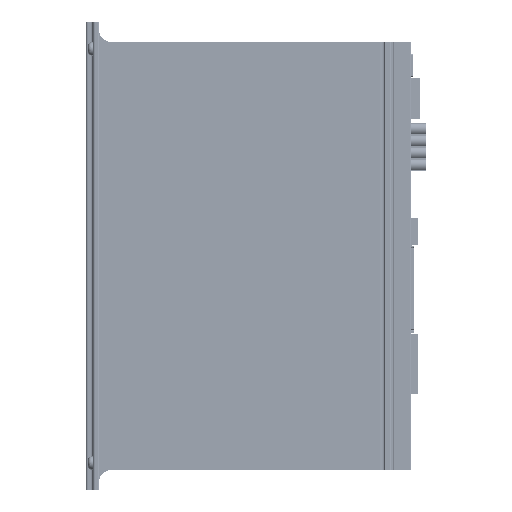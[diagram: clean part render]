
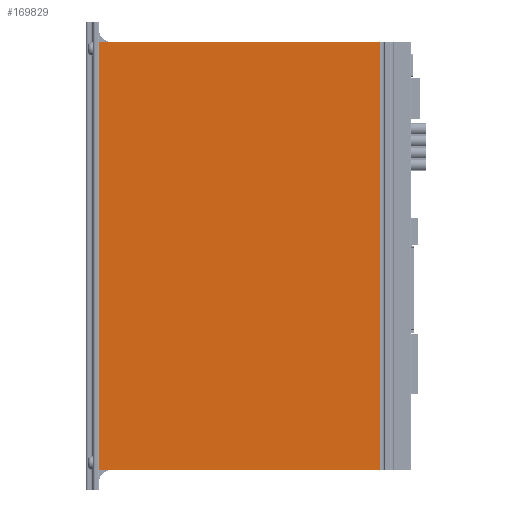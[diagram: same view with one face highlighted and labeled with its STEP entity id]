
A CAD part, front view. The second image highlights one B-rep face of the part: STEP entity #169829.
In plain terms, the highlighted planar face has unit normal (0, -1, 0).
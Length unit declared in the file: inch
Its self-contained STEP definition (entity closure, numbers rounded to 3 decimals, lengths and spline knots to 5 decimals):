
#2295 = EDGE_CURVE ( 'NONE', #179102, #111115, #167859, .T. ) ;
#15103 = DIRECTION ( 'NONE',  ( 0., -1., 0. ) ) ;
#30724 = DIRECTION ( 'NONE',  ( 0., 0., 1. ) ) ;
#33742 = VERTEX_POINT ( 'NONE', #184048 ) ;
#41134 = AXIS2_PLACEMENT_3D ( 'NONE', #196782, #15103, #167558 ) ;
#51383 = ORIENTED_EDGE ( 'NONE', *, *, #84261, .T. ) ;
#72567 = CARTESIAN_POINT ( 'NONE',  ( 4.51181, -0.35433, -3.5315 ) ) ;
#75140 = ORIENTED_EDGE ( 'NONE', *, *, #2295, .T. ) ;
#84261 = EDGE_CURVE ( 'NONE', #111115, #33742, #177822, .T. ) ;
#84789 = CARTESIAN_POINT ( 'NONE',  ( 4., -0.35433, -3.5315 ) ) ;
#87760 = DIRECTION ( 'NONE',  ( 1., 0., 0. ) ) ;
#91224 = DIRECTION ( 'NONE',  ( 0., 0., 1. ) ) ;
#95322 = LINE ( 'NONE', #128877, #124194 ) ;
#96086 = ORIENTED_EDGE ( 'NONE', *, *, #130956, .T. ) ;
#96680 = CARTESIAN_POINT ( 'NONE',  ( 4., -0.35433, -3.54331 ) ) ;
#99028 = CARTESIAN_POINT ( 'NONE',  ( -0.64961, -0.35433, 3.5315 ) ) ;
#99196 = ORIENTED_EDGE ( 'NONE', *, *, #159005, .F. ) ;
#99412 = FACE_OUTER_BOUND ( 'NONE', #209827, .T. ) ;
#108509 = CARTESIAN_POINT ( 'NONE',  ( -0.64961, -0.35433, 0. ) ) ;
#111115 = VERTEX_POINT ( 'NONE', #84789 ) ;
#124194 = VECTOR ( 'NONE', #160286, 39.37008 ) ;
#128877 = CARTESIAN_POINT ( 'NONE',  ( 4.51181, -0.35433, 3.5315 ) ) ;
#129602 = VECTOR ( 'NONE', #91224, 39.37008 ) ;
#130956 = EDGE_CURVE ( 'NONE', #33742, #202250, #95322, .T. ) ;
#133024 = VECTOR ( 'NONE', #30724, 39.37008 ) ;
#139909 = LINE ( 'NONE', #108509, #129602 ) ;
#159005 = EDGE_CURVE ( 'NONE', #179102, #202250, #139909, .T. ) ;
#160286 = DIRECTION ( 'NONE',  ( -1., 0., 0. ) ) ;
#163296 = PLANE ( 'NONE',  #41134 ) ;
#167160 = CARTESIAN_POINT ( 'NONE',  ( -0.64961, -0.35433, -3.5315 ) ) ;
#167558 = DIRECTION ( 'NONE',  ( 0., 0., -1. ) ) ;
#167859 = LINE ( 'NONE', #72567, #187805 ) ;
#169829 = ADVANCED_FACE ( 'NONE', ( #99412 ), #163296, .T. ) ;
#177822 = LINE ( 'NONE', #96680, #133024 ) ;
#179102 = VERTEX_POINT ( 'NONE', #167160 ) ;
#184048 = CARTESIAN_POINT ( 'NONE',  ( 4., -0.35433, 3.5315 ) ) ;
#187805 = VECTOR ( 'NONE', #87760, 39.37008 ) ;
#196782 = CARTESIAN_POINT ( 'NONE',  ( 4.51181, -0.35433, -3.54331 ) ) ;
#202250 = VERTEX_POINT ( 'NONE', #99028 ) ;
#209827 = EDGE_LOOP ( 'NONE', ( #75140, #51383, #96086, #99196 ) ) ;
